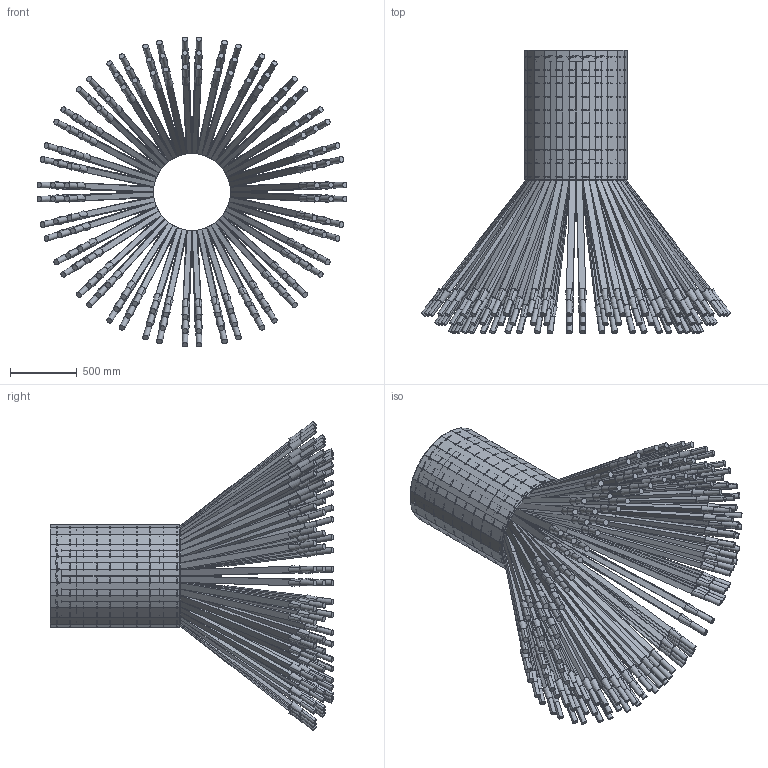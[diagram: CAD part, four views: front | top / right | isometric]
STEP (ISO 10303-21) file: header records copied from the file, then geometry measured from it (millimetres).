
FILE_DESCRIPTION(('CATIA V5 STEP Exchange'),'2;1');
FILE_NAME('Neutron Detector.stp','2010-11-16T23:45:04+00:00',('none'),('none'),'CATIA Version 5 Release 20 SP 2 (IN-10)','CATIA V5 STEP AP214','none');
FILE_SCHEMA(('AUTOMOTIVE_DESIGN { 1 0 10303 214 1 1 1 1 }'));
Length unit declared in the file: millimetre
Products named in the file (24): ensemble v4; ensemble proto bloc 6; prototype bloc 6 sans structure; bloc 6; GDL1; GDL2; GDL3; GDL4; GDL5; GDL6; GDL7; GDL8; GDL9; GDL10; GDL11; GDL12; qdc cylindre; struct proto; plaque struc; struct carb 2; rond3; rond1; rond2; Regroupement des prototype bloc 6 sans structure
Assembly tree (51 placements, depth 6):
  ensemble v4
    ensemble proto bloc 6
      prototype bloc 6 sans structure
        bloc 6
        GDL1
        GDL2
        GDL3
        GDL4
        GDL5
        GDL6
        GDL7
        GDL8
        GDL9
        GDL10
        GDL11
        GDL12
        qdc cylindre  x6
        struct proto
          plaque struc
          struct carb 2
        rond3
        rond1
        rond2
      Regroupement des prototype bloc 6 sans structure
        prototype bloc 6 sans structure  x23
          bloc 6
          GDL1
          GDL2
          GDL3
          GDL4
          GDL5
          GDL6
          GDL7
          GDL8
          GDL9
          GDL10
          GDL11
          GDL12
          qdc cylindre
          struct proto
            plaque struc
            struct carb 2
          rond3
          rond1
          rond2
Bounding box: 2323.9 x 2127.08 x 2323.9 mm (x, y, z)
Volume: 432216955.2 mm3; surface area: 56040873.9 mm2
Topology: 696 solids, 696 shells, 7344 faces, 16200 edges, 10752 vertices
Faces by surface type: plane 4944, cylinder 1968, cone 432
Entity records: 7887 total; most frequent: CARTESIAN_POINT 1756, ORIENTED_EDGE 1110, DIRECTION 1063, EDGE_CURVE 555, AXIS2_PLACEMENT_3D 405, VECTOR 387, LINE 387, VERTEX_POINT 368
